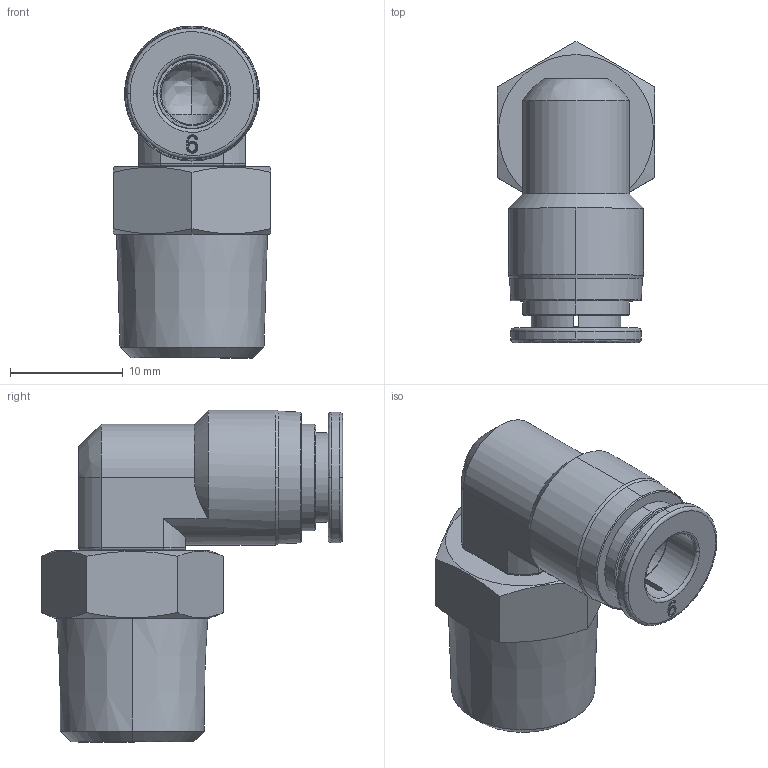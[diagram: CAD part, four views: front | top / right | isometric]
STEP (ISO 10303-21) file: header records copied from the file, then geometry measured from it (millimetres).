
FILE_DESCRIPTION (( 'STEP AP214' ), '1' );
FILE_NAME ('ME6M-14R-SS.step', '2018-03-13T19:21:32', ( '' ), ( '' ), 'SwSTEP 2.0', 'SolidWorks 2017', '' );
FILE_SCHEMA (( 'AUTOMOTIVE_DESIGN' ));
Length unit declared in the file: inch
Products named in the file (1): ME6M-14R-SS
Bounding box: 14 x 26.78 x 29.5 mm (x, y, z)
Volume: 3859.9 mm3; surface area: 3092.8 mm2
Topology: 2 solids, 2 shells, 122 faces, 299 edges, 187 vertices
Faces by surface type: bspline 33, cylinder 33, plane 31, cone 25
Entity records: 4608 total; most frequent: CARTESIAN_POINT 1878, ORIENTED_EDGE 594, DIRECTION 503, EDGE_CURVE 297, AXIS2_PLACEMENT_3D 203, VERTEX_POINT 187, EDGE_LOOP 138, ADVANCED_FACE 122
